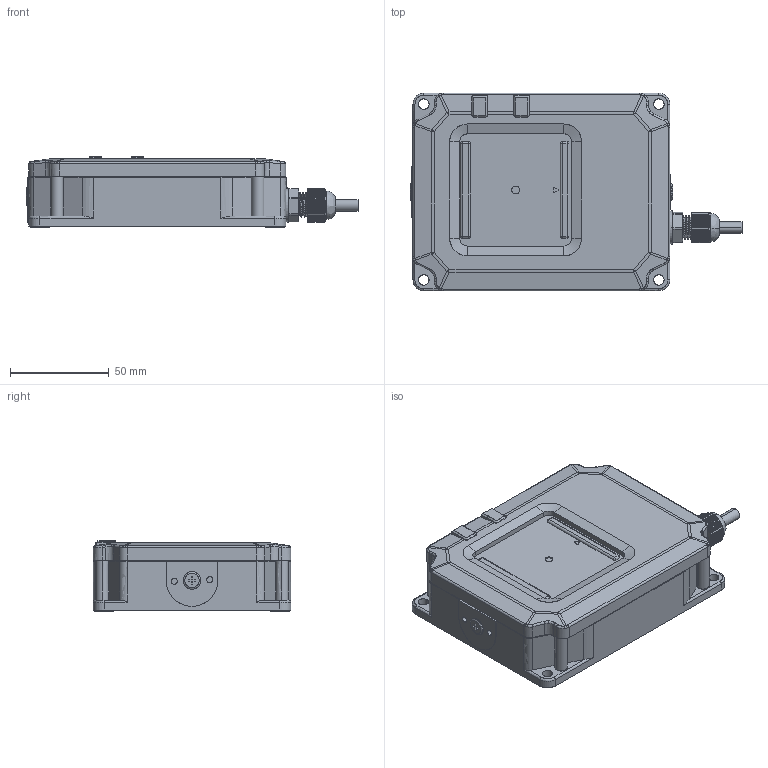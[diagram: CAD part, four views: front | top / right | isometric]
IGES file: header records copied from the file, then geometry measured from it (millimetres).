
Start section: SolidWorks IGES file using analytic representation for surfaces
Global section: file name: 1A2A-1S.IGS; native system: SolidWorks 2024; preprocessor: SolidWorks 2024; author: 1003660; date: 250218.152743; units: millimetre
Bounding box: 168.1 x 100 x 35.5 mm (x, y, z)
Surface area: 50666.4 mm2 (no closed solid volume)
Topology: 0 solids, 0 shells, 1273 faces, 12288 edges, 12280 vertices
Faces by surface type: bspline 861, revolution 412
